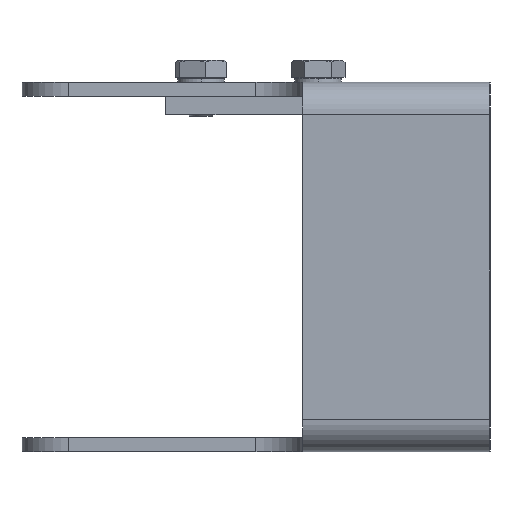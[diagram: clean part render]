
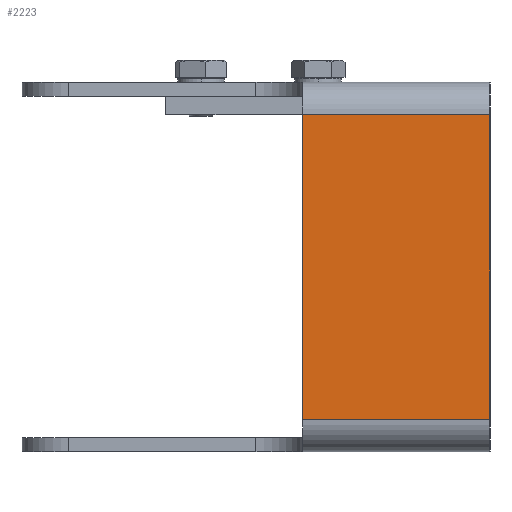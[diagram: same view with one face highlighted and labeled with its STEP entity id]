
A CAD part, left-side view. The second image highlights one B-rep face of the part: STEP entity #2223.
In plain terms, the highlighted planar face has unit normal (-1, 0, 0).
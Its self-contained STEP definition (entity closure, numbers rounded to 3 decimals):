
#15 = CARTESIAN_POINT ( 'NONE',  ( -103., 40., -32.5 ) ) ;
#38 = CARTESIAN_POINT ( 'NONE',  ( -103., 40., 32.5 ) ) ;
#151 = CARTESIAN_POINT ( 'NONE',  ( -103., 40., 32.5 ) ) ;
#157 = ORIENTED_EDGE ( 'NONE', *, *, #2116, .T. ) ;
#321 = CARTESIAN_POINT ( 'NONE',  ( -103., 40., 32.5 ) ) ;
#444 = AXIS2_PLACEMENT_3D ( 'NONE', #1374, #1876, #2378 ) ;
#477 = VECTOR ( 'NONE', #2334, 1000. ) ;
#481 = VERTEX_POINT ( 'NONE', #2714 ) ;
#521 = VECTOR ( 'NONE', #1759, 1000. ) ;
#786 = EDGE_CURVE ( 'NONE', #2330, #1363, #2071, .T. ) ;
#795 = CARTESIAN_POINT ( 'NONE',  ( -103., 0., 32.5 ) ) ;
#1363 = VERTEX_POINT ( 'NONE', #38 ) ;
#1374 = CARTESIAN_POINT ( 'NONE',  ( -103., 40., 32.5 ) ) ;
#1550 = EDGE_LOOP ( 'NONE', ( #157, #2758, #3076, #3070 ) ) ;
#1612 = DIRECTION ( 'NONE',  ( 0., -1., 0. ) ) ;
#1686 = EDGE_CURVE ( 'NONE', #2330, #481, #3098, .T. ) ;
#1759 = DIRECTION ( 'NONE',  ( 0., -1., 0. ) ) ;
#1876 = DIRECTION ( 'NONE',  ( 1., 0., 0. ) ) ;
#1903 = PLANE ( 'NONE',  #444 ) ;
#2068 = CARTESIAN_POINT ( 'NONE',  ( -103., 0., 32.5 ) ) ;
#2071 = LINE ( 'NONE', #321, #477 ) ;
#2116 = EDGE_CURVE ( 'NONE', #481, #3177, #2868, .T. ) ;
#2160 = LINE ( 'NONE', #151, #2981 ) ;
#2223 = ADVANCED_FACE ( 'NONE', ( #2589 ), #1903, .F. ) ;
#2330 = VERTEX_POINT ( 'NONE', #2445 ) ;
#2334 = DIRECTION ( 'NONE',  ( 0., 0., 1. ) ) ;
#2353 = DIRECTION ( 'NONE',  ( 0., 0., 1. ) ) ;
#2378 = DIRECTION ( 'NONE',  ( 0., 0., -1. ) ) ;
#2445 = CARTESIAN_POINT ( 'NONE',  ( -103., 40., -32.5 ) ) ;
#2553 = VECTOR ( 'NONE', #2353, 1000. ) ;
#2589 = FACE_OUTER_BOUND ( 'NONE', #1550, .T. ) ;
#2714 = CARTESIAN_POINT ( 'NONE',  ( -103., 0., -32.5 ) ) ;
#2758 = ORIENTED_EDGE ( 'NONE', *, *, #2860, .F. ) ;
#2860 = EDGE_CURVE ( 'NONE', #1363, #3177, #2160, .T. ) ;
#2868 = LINE ( 'NONE', #2068, #2553 ) ;
#2981 = VECTOR ( 'NONE', #1612, 1000. ) ;
#3070 = ORIENTED_EDGE ( 'NONE', *, *, #1686, .T. ) ;
#3076 = ORIENTED_EDGE ( 'NONE', *, *, #786, .F. ) ;
#3098 = LINE ( 'NONE', #15, #521 ) ;
#3177 = VERTEX_POINT ( 'NONE', #795 ) ;
